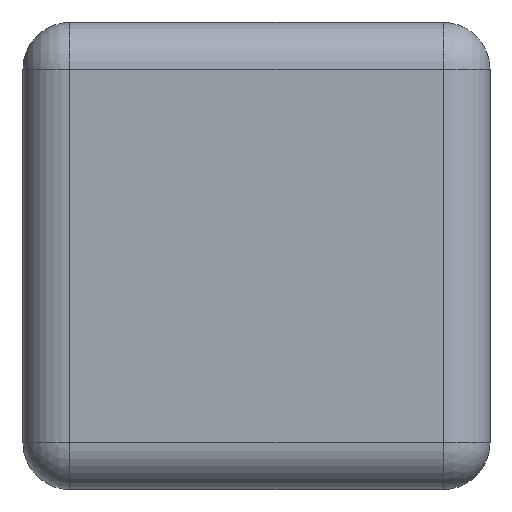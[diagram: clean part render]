
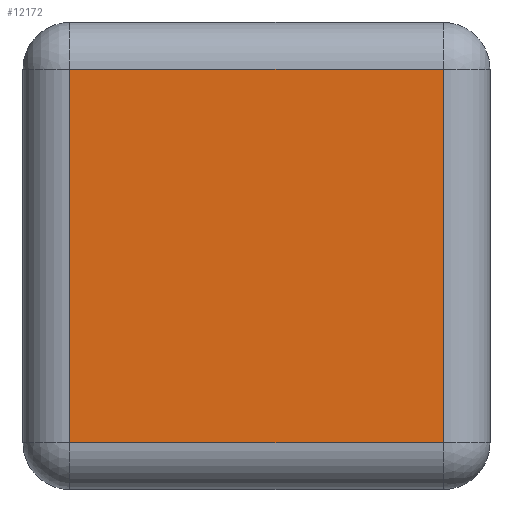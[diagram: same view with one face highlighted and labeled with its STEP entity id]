
A CAD part, left-side view. The second image highlights one B-rep face of the part: STEP entity #12172.
In plain terms, the highlighted planar face has unit normal (-1, 0, 0).
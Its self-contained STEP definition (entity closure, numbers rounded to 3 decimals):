
#47 = CARTESIAN_POINT ( 'NONE',  ( -0.5, 0.25, 0.45 ) ) ;
#1212 = EDGE_CURVE ( 'NONE', #7808, #8333, #8814, .T. ) ;
#1216 = DIRECTION ( 'NONE',  ( 0., 0., -1. ) ) ;
#1410 = ORIENTED_EDGE ( 'NONE', *, *, #5876, .T. ) ;
#1582 = EDGE_LOOP ( 'NONE', ( #2032, #1410, #8481, #10133 ) ) ;
#2032 = ORIENTED_EDGE ( 'NONE', *, *, #1212, .T. ) ;
#2848 = DIRECTION ( 'NONE',  ( -1., 0., 0. ) ) ;
#3650 = VECTOR ( 'NONE', #10056, 1000. ) ;
#4460 = LINE ( 'NONE', #11223, #8975 ) ;
#5756 = PLANE ( 'NONE',  #10132 ) ;
#5876 = EDGE_CURVE ( 'NONE', #8333, #9410, #6133, .T. ) ;
#6133 = LINE ( 'NONE', #47, #3650 ) ;
#6179 = EDGE_CURVE ( 'NONE', #8287, #7808, #7688, .T. ) ;
#6576 = EDGE_CURVE ( 'NONE', #9410, #8287, #4460, .T. ) ;
#7688 = LINE ( 'NONE', #11673, #12611 ) ;
#7773 = CARTESIAN_POINT ( 'NONE',  ( -0.5, 0., 0. ) ) ;
#7808 = VERTEX_POINT ( 'NONE', #12849 ) ;
#7962 = CARTESIAN_POINT ( 'NONE',  ( -0.5, 0.2, 0.05 ) ) ;
#8287 = VERTEX_POINT ( 'NONE', #7962 ) ;
#8333 = VERTEX_POINT ( 'NONE', #9701 ) ;
#8481 = ORIENTED_EDGE ( 'NONE', *, *, #6576, .T. ) ;
#8747 = CARTESIAN_POINT ( 'NONE',  ( -0.5, -0.2, 0.5 ) ) ;
#8814 = LINE ( 'NONE', #8747, #11779 ) ;
#8975 = VECTOR ( 'NONE', #1216, 1000. ) ;
#9410 = VERTEX_POINT ( 'NONE', #10545 ) ;
#9701 = CARTESIAN_POINT ( 'NONE',  ( -0.5, -0.2, 0.45 ) ) ;
#9925 = FACE_OUTER_BOUND ( 'NONE', #1582, .T. ) ;
#10056 = DIRECTION ( 'NONE',  ( 0., 1., 0. ) ) ;
#10132 = AXIS2_PLACEMENT_3D ( 'NONE', #7773, #2848, #10783 ) ;
#10133 = ORIENTED_EDGE ( 'NONE', *, *, #6179, .T. ) ;
#10545 = CARTESIAN_POINT ( 'NONE',  ( -0.5, 0.2, 0.45 ) ) ;
#10783 = DIRECTION ( 'NONE',  ( 0., 0., 1. ) ) ;
#11223 = CARTESIAN_POINT ( 'NONE',  ( -0.5, 0.2, 0. ) ) ;
#11673 = CARTESIAN_POINT ( 'NONE',  ( -0.5, -0.25, 0.05 ) ) ;
#11779 = VECTOR ( 'NONE', #12745, 1000. ) ;
#12172 = ADVANCED_FACE ( 'NONE', ( #9925 ), #5756, .T. ) ;
#12611 = VECTOR ( 'NONE', #12658, 1000. ) ;
#12658 = DIRECTION ( 'NONE',  ( 0., -1., 0. ) ) ;
#12745 = DIRECTION ( 'NONE',  ( 0., 0., 1. ) ) ;
#12849 = CARTESIAN_POINT ( 'NONE',  ( -0.5, -0.2, 0.05 ) ) ;
